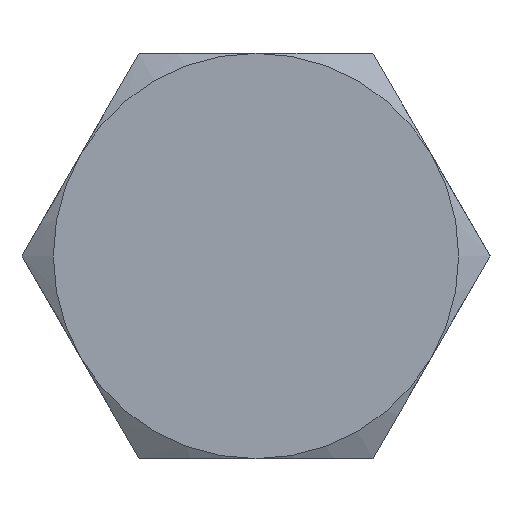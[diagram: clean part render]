
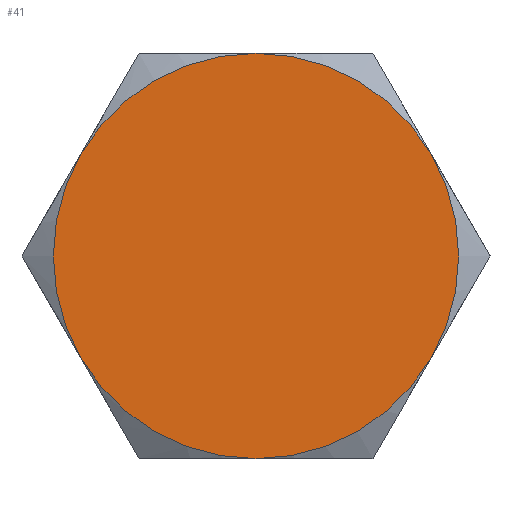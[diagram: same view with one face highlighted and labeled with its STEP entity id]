
A CAD part, left-side view. The second image highlights one B-rep face of the part: STEP entity #41.
In plain terms, the highlighted planar face has unit normal (-1, 0, 0).
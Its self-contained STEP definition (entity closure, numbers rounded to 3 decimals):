
#9 = CARTESIAN_POINT ( 'NONE',  ( 0., 9.815, 0. ) ) ;
#27 = DIRECTION ( 'NONE',  ( 0., 0., -1. ) ) ;
#33 = ORIENTED_EDGE ( 'NONE', *, *, #484, .F. ) ;
#41 = ADVANCED_FACE ( 'NONE', ( #92 ), #464, .F. ) ;
#61 = EDGE_CURVE ( 'NONE', #62, #695, #215, .T. ) ;
#62 = VERTEX_POINT ( 'NONE', #89 ) ;
#72 = AXIS2_PLACEMENT_3D ( 'NONE', #401, #411, #241 ) ;
#88 = ORIENTED_EDGE ( 'NONE', *, *, #653, .F. ) ;
#89 = CARTESIAN_POINT ( 'NONE',  ( 0., 0., -8.5 ) ) ;
#92 = FACE_OUTER_BOUND ( 'NONE', #553, .T. ) ;
#124 = CARTESIAN_POINT ( 'NONE',  ( 0., 0., 0. ) ) ;
#127 = DIRECTION ( 'NONE',  ( 1., 0., 0. ) ) ;
#134 = DIRECTION ( 'NONE',  ( 0., 0., -1. ) ) ;
#150 = EDGE_CURVE ( 'NONE', #383, #454, #555, .T. ) ;
#152 = CARTESIAN_POINT ( 'NONE',  ( 0., 7.361, -4.25 ) ) ;
#182 = CARTESIAN_POINT ( 'NONE',  ( 0., 0., 0. ) ) ;
#193 = DIRECTION ( 'NONE',  ( 0., 0., -1. ) ) ;
#203 = CARTESIAN_POINT ( 'NONE',  ( 0., -7.361, 4.25 ) ) ;
#214 = CIRCLE ( 'NONE', #693, 8.5 ) ;
#215 = CIRCLE ( 'NONE', #620, 8.5 ) ;
#241 = DIRECTION ( 'NONE',  ( 0., 0., 1. ) ) ;
#247 = DIRECTION ( 'NONE',  ( 1., 0., 0. ) ) ;
#277 = DIRECTION ( 'NONE',  ( 1., 0., 0. ) ) ;
#289 = AXIS2_PLACEMENT_3D ( 'NONE', #182, #247, #497 ) ;
#314 = CARTESIAN_POINT ( 'NONE',  ( 0., 7.361, 4.25 ) ) ;
#323 = DIRECTION ( 'NONE',  ( 0., 0., -1. ) ) ;
#332 = ORIENTED_EDGE ( 'NONE', *, *, #412, .F. ) ;
#343 = AXIS2_PLACEMENT_3D ( 'NONE', #437, #127, #323 ) ;
#353 = CIRCLE ( 'NONE', #785, 8.5 ) ;
#359 = CIRCLE ( 'NONE', #343, 8.5 ) ;
#364 = CARTESIAN_POINT ( 'NONE',  ( 0., 0., 8.5 ) ) ;
#383 = VERTEX_POINT ( 'NONE', #364 ) ;
#394 = CIRCLE ( 'NONE', #289, 8.5 ) ;
#401 = CARTESIAN_POINT ( 'NONE',  ( 0., 0., 0. ) ) ;
#411 = DIRECTION ( 'NONE',  ( -1., 0., 0. ) ) ;
#412 = EDGE_CURVE ( 'NONE', #383, #547, #394, .T. ) ;
#434 = AXIS2_PLACEMENT_3D ( 'NONE', #9, #533, #134 ) ;
#437 = CARTESIAN_POINT ( 'NONE',  ( 0., 0., 0. ) ) ;
#454 = VERTEX_POINT ( 'NONE', #314 ) ;
#464 = PLANE ( 'NONE',  #434 ) ;
#468 = CARTESIAN_POINT ( 'NONE',  ( 0., 0., 0. ) ) ;
#484 = EDGE_CURVE ( 'NONE', #750, #62, #214, .T. ) ;
#493 = ORIENTED_EDGE ( 'NONE', *, *, #494, .F. ) ;
#494 = EDGE_CURVE ( 'NONE', #547, #750, #359, .T. ) ;
#497 = DIRECTION ( 'NONE',  ( 0., 0., -1. ) ) ;
#527 = ORIENTED_EDGE ( 'NONE', *, *, #61, .F. ) ;
#533 = DIRECTION ( 'NONE',  ( 1., 0., 0. ) ) ;
#535 = DIRECTION ( 'NONE',  ( 0., 0., -1. ) ) ;
#545 = CARTESIAN_POINT ( 'NONE',  ( 0., -7.361, -4.25 ) ) ;
#547 = VERTEX_POINT ( 'NONE', #203 ) ;
#553 = EDGE_LOOP ( 'NONE', ( #527, #33, #493, #332, #807, #88 ) ) ;
#555 = CIRCLE ( 'NONE', #72, 8.5 ) ;
#563 = DIRECTION ( 'NONE',  ( 1., 0., 0. ) ) ;
#576 = DIRECTION ( 'NONE',  ( 1., 0., 0. ) ) ;
#588 = CARTESIAN_POINT ( 'NONE',  ( 0., 0., 0. ) ) ;
#620 = AXIS2_PLACEMENT_3D ( 'NONE', #588, #576, #27 ) ;
#653 = EDGE_CURVE ( 'NONE', #695, #454, #353, .T. ) ;
#693 = AXIS2_PLACEMENT_3D ( 'NONE', #124, #563, #193 ) ;
#695 = VERTEX_POINT ( 'NONE', #152 ) ;
#750 = VERTEX_POINT ( 'NONE', #545 ) ;
#785 = AXIS2_PLACEMENT_3D ( 'NONE', #468, #277, #535 ) ;
#807 = ORIENTED_EDGE ( 'NONE', *, *, #150, .T. ) ;
